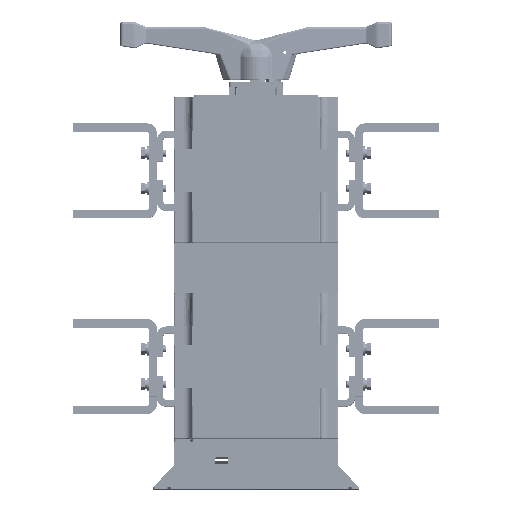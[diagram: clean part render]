
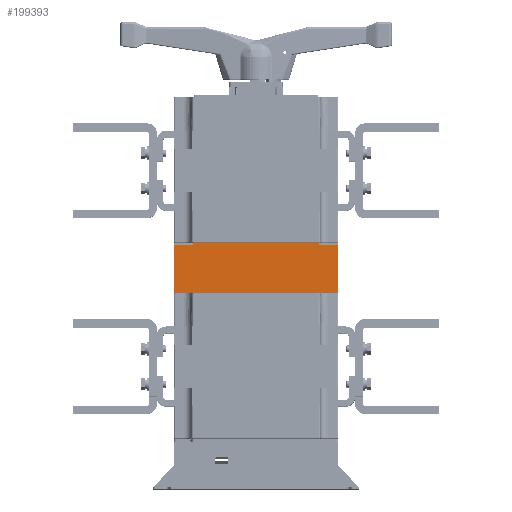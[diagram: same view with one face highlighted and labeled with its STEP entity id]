
A CAD part, top view. The second image highlights one B-rep face of the part: STEP entity #199393.
In plain terms, the highlighted planar face has unit normal (0, 0, 1).
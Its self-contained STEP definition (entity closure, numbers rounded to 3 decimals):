
#1143 = LINE ( 'NONE', #167933, #165551 ) ;
#2479 = ORIENTED_EDGE ( 'NONE', *, *, #79458, .F. ) ;
#2856 = VERTEX_POINT ( 'NONE', #141483 ) ;
#4978 = AXIS2_PLACEMENT_3D ( 'NONE', #67681, #112803, #81991 ) ;
#12418 = CARTESIAN_POINT ( 'NONE',  ( 78.609, -136.231, 133.929 ) ) ;
#14117 = LINE ( 'NONE', #196312, #103991 ) ;
#18542 = EDGE_CURVE ( 'NONE', #101129, #105268, #14117, .T. ) ;
#19433 = DIRECTION ( 'NONE',  ( 0., 1., 0. ) ) ;
#19617 = EDGE_LOOP ( 'NONE', ( #208237, #68032, #144340, #116226, #109576, #171642, #214991, #69966, #172363, #144846, #55716, #2479 ) ) ;
#21972 = CARTESIAN_POINT ( 'NONE',  ( -97.791, -138.231, 133.929 ) ) ;
#22670 = VECTOR ( 'NONE', #137972, 1000. ) ;
#22988 = DIRECTION ( 'NONE',  ( 0., -1., 0. ) ) ;
#23922 = DIRECTION ( 'NONE',  ( 0., -1., 0. ) ) ;
#36033 = VERTEX_POINT ( 'NONE', #66459 ) ;
#41623 = LINE ( 'NONE', #204108, #208427 ) ;
#45283 = EDGE_CURVE ( 'NONE', #158945, #101129, #194614, .T. ) ;
#49232 = CARTESIAN_POINT ( 'NONE',  ( 78.474, -196.731, 133.929 ) ) ;
#55716 = ORIENTED_EDGE ( 'NONE', *, *, #201675, .F. ) ;
#58231 = CARTESIAN_POINT ( 'NONE',  ( 102.209, -138.231, 133.929 ) ) ;
#60682 = DIRECTION ( 'NONE',  ( -1., 0., 0. ) ) ;
#62046 = CARTESIAN_POINT ( 'NONE',  ( -74.191, -136.231, 133.929 ) ) ;
#65241 = DIRECTION ( 'NONE',  ( 0., 1., 0. ) ) ;
#66459 = CARTESIAN_POINT ( 'NONE',  ( 78.609, -138.231, 133.929 ) ) ;
#67681 = CARTESIAN_POINT ( 'NONE',  ( -97.791, -136.231, 133.929 ) ) ;
#68032 = ORIENTED_EDGE ( 'NONE', *, *, #102121, .F. ) ;
#69933 = CARTESIAN_POINT ( 'NONE',  ( -97.791, -196.131, 133.929 ) ) ;
#69966 = ORIENTED_EDGE ( 'NONE', *, *, #45283, .T. ) ;
#78112 = CARTESIAN_POINT ( 'NONE',  ( 102.209, -138.231, 133.929 ) ) ;
#78802 = CARTESIAN_POINT ( 'NONE',  ( -74.056, -196.131, 133.929 ) ) ;
#78964 = CARTESIAN_POINT ( 'NONE',  ( 78.609, -136.231, 133.929 ) ) ;
#79458 = EDGE_CURVE ( 'NONE', #205825, #2856, #206257, .T. ) ;
#81991 = DIRECTION ( 'NONE',  ( 0., -1., 0. ) ) ;
#84503 = CARTESIAN_POINT ( 'NONE',  ( 78.474, -196.231, 133.929 ) ) ;
#90808 = EDGE_CURVE ( 'NONE', #98039, #205825, #155668, .T. ) ;
#94338 = EDGE_CURVE ( 'NONE', #208331, #36033, #108902, .T. ) ;
#96506 = DIRECTION ( 'NONE',  ( 0., 1., 0. ) ) ;
#96793 = VECTOR ( 'NONE', #19433, 1000. ) ;
#98039 = VERTEX_POINT ( 'NONE', #78802 ) ;
#101129 = VERTEX_POINT ( 'NONE', #62046 ) ;
#102121 = EDGE_CURVE ( 'NONE', #202318, #98039, #154433, .T. ) ;
#103177 = DIRECTION ( 'NONE',  ( -1., 0., 0. ) ) ;
#103991 = VECTOR ( 'NONE', #213814, 1000. ) ;
#105268 = VERTEX_POINT ( 'NONE', #167463 ) ;
#105334 = DIRECTION ( 'NONE',  ( -1., 0., 0. ) ) ;
#108433 = CARTESIAN_POINT ( 'NONE',  ( -74.056, -196.731, 133.929 ) ) ;
#108902 = LINE ( 'NONE', #78112, #184863 ) ;
#109576 = ORIENTED_EDGE ( 'NONE', *, *, #119099, .T. ) ;
#112803 = DIRECTION ( 'NONE',  ( 0., 0., -1. ) ) ;
#116226 = ORIENTED_EDGE ( 'NONE', *, *, #174663, .F. ) ;
#119099 = EDGE_CURVE ( 'NONE', #125447, #208331, #134371, .T. ) ;
#123617 = CARTESIAN_POINT ( 'NONE',  ( -97.791, -196.231, 133.929 ) ) ;
#123943 = EDGE_CURVE ( 'NONE', #165103, #202318, #199577, .T. ) ;
#125447 = VERTEX_POINT ( 'NONE', #142336 ) ;
#127704 = CARTESIAN_POINT ( 'NONE',  ( 78.474, -196.131, 133.929 ) ) ;
#130333 = PLANE ( 'NONE',  #4978 ) ;
#130354 = VECTOR ( 'NONE', #96506, 1000. ) ;
#133287 = CARTESIAN_POINT ( 'NONE',  ( 102.209, -196.231, 133.929 ) ) ;
#134371 = LINE ( 'NONE', #133287, #154270 ) ;
#136133 = CARTESIAN_POINT ( 'NONE',  ( 102.209, -196.231, 133.929 ) ) ;
#137972 = DIRECTION ( 'NONE',  ( -1., 0., 0. ) ) ;
#141483 = CARTESIAN_POINT ( 'NONE',  ( -97.791, -196.231, 133.929 ) ) ;
#142336 = CARTESIAN_POINT ( 'NONE',  ( 102.209, -196.231, 133.929 ) ) ;
#144340 = ORIENTED_EDGE ( 'NONE', *, *, #123943, .F. ) ;
#144846 = ORIENTED_EDGE ( 'NONE', *, *, #148931, .T. ) ;
#145404 = VECTOR ( 'NONE', #23922, 1000. ) ;
#145816 = CARTESIAN_POINT ( 'NONE',  ( -74.191, -138.231, 133.929 ) ) ;
#148851 = EDGE_CURVE ( 'NONE', #158945, #36033, #41623, .T. ) ;
#148931 = EDGE_CURVE ( 'NONE', #105268, #151986, #162290, .T. ) ;
#150018 = FACE_OUTER_BOUND ( 'NONE', #19617, .T. ) ;
#151986 = VERTEX_POINT ( 'NONE', #21972 ) ;
#154270 = VECTOR ( 'NONE', #65241, 1000. ) ;
#154433 = LINE ( 'NONE', #69933, #22670 ) ;
#155668 = LINE ( 'NONE', #108433, #145404 ) ;
#158945 = VERTEX_POINT ( 'NONE', #78964 ) ;
#162290 = LINE ( 'NONE', #145816, #215492 ) ;
#165103 = VERTEX_POINT ( 'NONE', #84503 ) ;
#165551 = VECTOR ( 'NONE', #103177, 1000. ) ;
#167463 = CARTESIAN_POINT ( 'NONE',  ( -74.191, -138.231, 133.929 ) ) ;
#167933 = CARTESIAN_POINT ( 'NONE',  ( 102.209, -196.231, 133.929 ) ) ;
#169052 = VECTOR ( 'NONE', #105334, 1000. ) ;
#169770 = LINE ( 'NONE', #123617, #96793 ) ;
#171642 = ORIENTED_EDGE ( 'NONE', *, *, #94338, .T. ) ;
#172363 = ORIENTED_EDGE ( 'NONE', *, *, #18542, .T. ) ;
#173056 = VECTOR ( 'NONE', #60682, 1000. ) ;
#174663 = EDGE_CURVE ( 'NONE', #125447, #165103, #1143, .T. ) ;
#175841 = DIRECTION ( 'NONE',  ( -1., 0., 0. ) ) ;
#178769 = DIRECTION ( 'NONE',  ( -1., 0., 0. ) ) ;
#184863 = VECTOR ( 'NONE', #175841, 1000. ) ;
#194614 = LINE ( 'NONE', #12418, #173056 ) ;
#196312 = CARTESIAN_POINT ( 'NONE',  ( -74.191, -136.231, 133.929 ) ) ;
#199393 = ADVANCED_FACE ( 'NONE', ( #150018 ), #130333, .F. ) ;
#199577 = LINE ( 'NONE', #49232, #130354 ) ;
#201675 = EDGE_CURVE ( 'NONE', #2856, #151986, #169770, .T. ) ;
#202318 = VERTEX_POINT ( 'NONE', #127704 ) ;
#204108 = CARTESIAN_POINT ( 'NONE',  ( 78.609, -136.231, 133.929 ) ) ;
#205825 = VERTEX_POINT ( 'NONE', #210388 ) ;
#206257 = LINE ( 'NONE', #136133, #169052 ) ;
#208237 = ORIENTED_EDGE ( 'NONE', *, *, #90808, .F. ) ;
#208331 = VERTEX_POINT ( 'NONE', #58231 ) ;
#208427 = VECTOR ( 'NONE', #22988, 1000. ) ;
#210388 = CARTESIAN_POINT ( 'NONE',  ( -74.056, -196.231, 133.929 ) ) ;
#213814 = DIRECTION ( 'NONE',  ( 0., -1., 0. ) ) ;
#214991 = ORIENTED_EDGE ( 'NONE', *, *, #148851, .F. ) ;
#215492 = VECTOR ( 'NONE', #178769, 1000. ) ;
